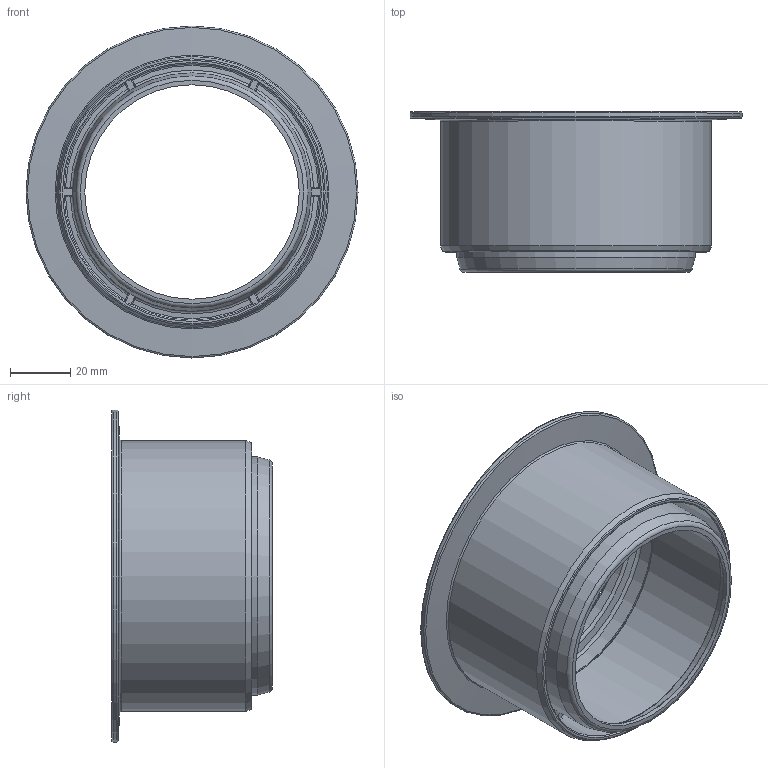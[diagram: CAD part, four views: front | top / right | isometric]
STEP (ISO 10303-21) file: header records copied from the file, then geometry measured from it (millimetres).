
FILE_DESCRIPTION(/* description */ (''),/* implementation_level */ '2;1');
FILE_NAME(/* name */ '175760 HTsafeRI DN_OD 110_75.stp',/* time_stamp */ '2017-03-13T12:05:13+01:00',/* author */ ('user1'),/* organization */ (''),/* preprocessor_version */ 'ST-DEVELOPER v16.1',/* originating_system */ 'Autodesk Inventor 2016',/* authorisation */ '');
FILE_SCHEMA (('AUTOMOTIVE_DESIGN { 1 0 10303 214 3 1 1 }'));
Length unit declared in the file: millimetre
Products named in the file (1): 175760 HTsafeRI DN_OD 110_75
Bounding box: 110.5 x 53.5 x 110.5 mm (x, y, z)
Volume: 59624.5 mm3; surface area: 56360.7 mm2
Topology: 1 solids, 1 shells, 138 faces, 307 edges, 175 vertices
Faces by surface type: cylinder 35, torus 30, bspline 24, plane 24, cone 13, sphere 12
Full cylindrical faces by diameter (mm): 71.4 x1, 75.9 x1, 76.3 x2, 79.3 x1, 79.7 x1, 85.1 x1, 85.4 x2, 90.2 x1, 110.5 x1
Entity records: 4126 total; most frequent: CARTESIAN_POINT 1265, DIRECTION 612, ORIENTED_EDGE 538, AXIS2_PLACEMENT_3D 276, EDGE_CURVE 269, EDGE_LOOP 180, VERTEX_POINT 173, CIRCLE 161
